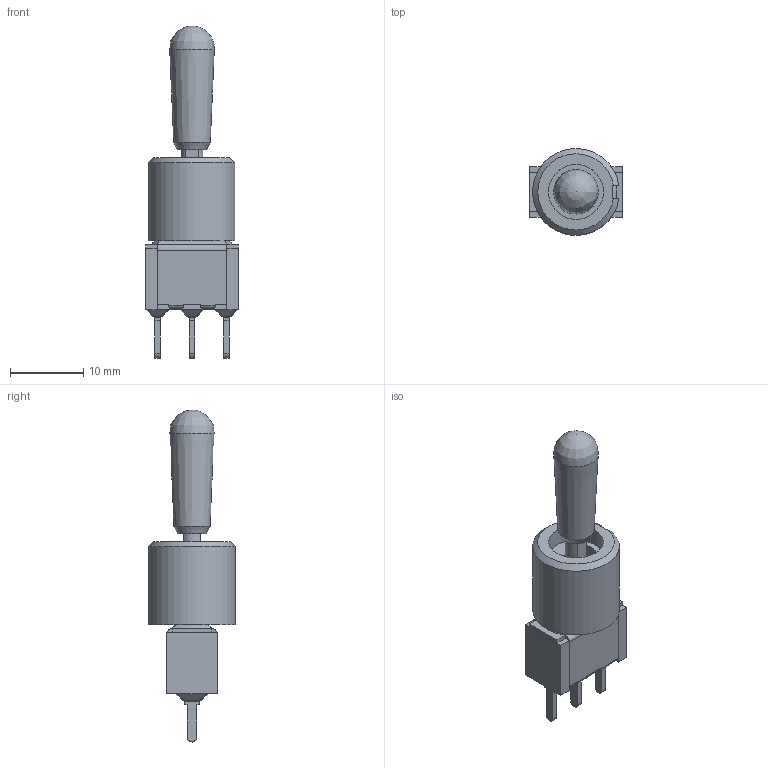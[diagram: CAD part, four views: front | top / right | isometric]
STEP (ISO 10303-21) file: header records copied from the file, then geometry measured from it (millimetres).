
FILE_DESCRIPTION(/* description */ (''),/* implementation_level */ '2;1');
FILE_NAME(/* name */ '100SPxT8B13M2xE.stp',/* time_stamp */ '2020-07-13T11:33:54-05:00',/* author */ ('mwilliams'),/* organization */ (''),/* preprocessor_version */ 'ST-DEVELOPER v18',/* originating_system */ 'Autodesk Inventor 2020',/* authorisation */ '');
FILE_SCHEMA (('AUTOMOTIVE_DESIGN { 1 0 10303 214 3 1 1 }'));
Length unit declared in the file: inch
Products named in the file (1): T114094_Shrinkwrap_1
Bounding box: 12.7 x 11.84 x 45.36 mm (x, y, z)
Volume: 2247.2 mm3; surface area: 2571.7 mm2
Topology: 7 solids, 7 shells, 219 faces, 554 edges, 343 vertices
Faces by surface type: plane 146, cylinder 54, sphere 13, cone 3, torus 2, bspline 1
Full cylindrical faces by diameter (mm): 7.5 x2
Entity records: 6761 total; most frequent: CARTESIAN_POINT 1187, DIRECTION 1096, ORIENTED_EDGE 1080, EDGE_CURVE 540, LINE 410, VECTOR 410, VERTEX_POINT 343, AXIS2_PLACEMENT_3D 343
